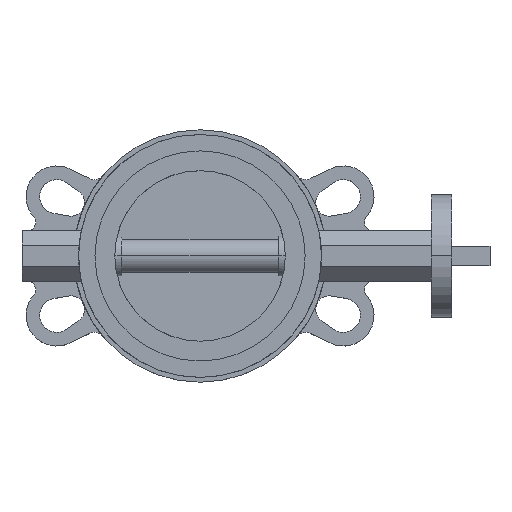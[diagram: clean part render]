
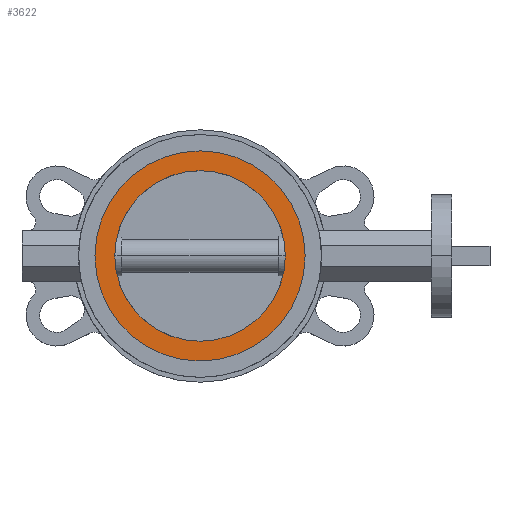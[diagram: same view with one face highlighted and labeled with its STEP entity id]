
A CAD part, top view. The second image highlights one B-rep face of the part: STEP entity #3622.
In plain terms, the highlighted planar face has unit normal (0, 0, 1).
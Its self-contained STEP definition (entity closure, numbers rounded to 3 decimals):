
#58 = DIRECTION ( 'NONE',  ( 0., 0., 1. ) ) ;
#104 = EDGE_CURVE ( 'NONE', #3756, #4166, #4215, .T. ) ;
#113 = DIRECTION ( 'NONE',  ( 1., 0., 0. ) ) ;
#183 = AXIS2_PLACEMENT_3D ( 'NONE', #373, #3139, #4775 ) ;
#200 = VERTEX_POINT ( 'NONE', #2660 ) ;
#358 = EDGE_LOOP ( 'NONE', ( #3333, #1929 ) ) ;
#373 = CARTESIAN_POINT ( 'NONE',  ( 0., 62.5, 29.25 ) ) ;
#451 = CIRCLE ( 'NONE', #2332, 77. ) ;
#543 = CARTESIAN_POINT ( 'NONE',  ( -77., 0., 29.25 ) ) ;
#667 = DIRECTION ( 'NONE',  ( 1., 0., 0. ) ) ;
#717 = CARTESIAN_POINT ( 'NONE',  ( -62.5, 0., 29.25 ) ) ;
#971 = DIRECTION ( 'NONE',  ( 1., 0., 0. ) ) ;
#1302 = EDGE_CURVE ( 'NONE', #4166, #3756, #451, .T. ) ;
#1304 = AXIS2_PLACEMENT_3D ( 'NONE', #5092, #1461, #2691 ) ;
#1361 = DIRECTION ( 'NONE',  ( 0., 0., 1. ) ) ;
#1461 = DIRECTION ( 'NONE',  ( 0., 0., 1. ) ) ;
#1929 = ORIENTED_EDGE ( 'NONE', *, *, #3161, .F. ) ;
#2026 = AXIS2_PLACEMENT_3D ( 'NONE', #2140, #1361, #971 ) ;
#2140 = CARTESIAN_POINT ( 'NONE',  ( 0., 0., 29.25 ) ) ;
#2182 = EDGE_CURVE ( 'NONE', #200, #4623, #4339, .T. ) ;
#2332 = AXIS2_PLACEMENT_3D ( 'NONE', #4625, #58, #113 ) ;
#2335 = FACE_BOUND ( 'NONE', #358, .T. ) ;
#2490 = ORIENTED_EDGE ( 'NONE', *, *, #104, .T. ) ;
#2660 = CARTESIAN_POINT ( 'NONE',  ( 62.5, 0., 29.25 ) ) ;
#2691 = DIRECTION ( 'NONE',  ( 1., 0., 0. ) ) ;
#2758 = CIRCLE ( 'NONE', #1304, 62.5 ) ;
#2804 = CARTESIAN_POINT ( 'NONE',  ( 77., 0., 29.25 ) ) ;
#2966 = EDGE_LOOP ( 'NONE', ( #4135, #2490 ) ) ;
#3139 = DIRECTION ( 'NONE',  ( 0., 0., -1. ) ) ;
#3161 = EDGE_CURVE ( 'NONE', #4623, #200, #2758, .T. ) ;
#3333 = ORIENTED_EDGE ( 'NONE', *, *, #2182, .F. ) ;
#3622 = ADVANCED_FACE ( 'NONE', ( #2335, #4835 ), #4804, .F. ) ;
#3756 = VERTEX_POINT ( 'NONE', #543 ) ;
#3904 = DIRECTION ( 'NONE',  ( 0., 0., 1. ) ) ;
#4135 = ORIENTED_EDGE ( 'NONE', *, *, #1302, .T. ) ;
#4166 = VERTEX_POINT ( 'NONE', #2804 ) ;
#4215 = CIRCLE ( 'NONE', #4627, 77. ) ;
#4339 = CIRCLE ( 'NONE', #2026, 62.5 ) ;
#4623 = VERTEX_POINT ( 'NONE', #717 ) ;
#4625 = CARTESIAN_POINT ( 'NONE',  ( 0., 0., 29.25 ) ) ;
#4627 = AXIS2_PLACEMENT_3D ( 'NONE', #5182, #3904, #667 ) ;
#4775 = DIRECTION ( 'NONE',  ( -1., 0., 0. ) ) ;
#4804 = PLANE ( 'NONE',  #183 ) ;
#4835 = FACE_OUTER_BOUND ( 'NONE', #2966, .T. ) ;
#5092 = CARTESIAN_POINT ( 'NONE',  ( 0., 0., 29.25 ) ) ;
#5182 = CARTESIAN_POINT ( 'NONE',  ( 0., 0., 29.25 ) ) ;
